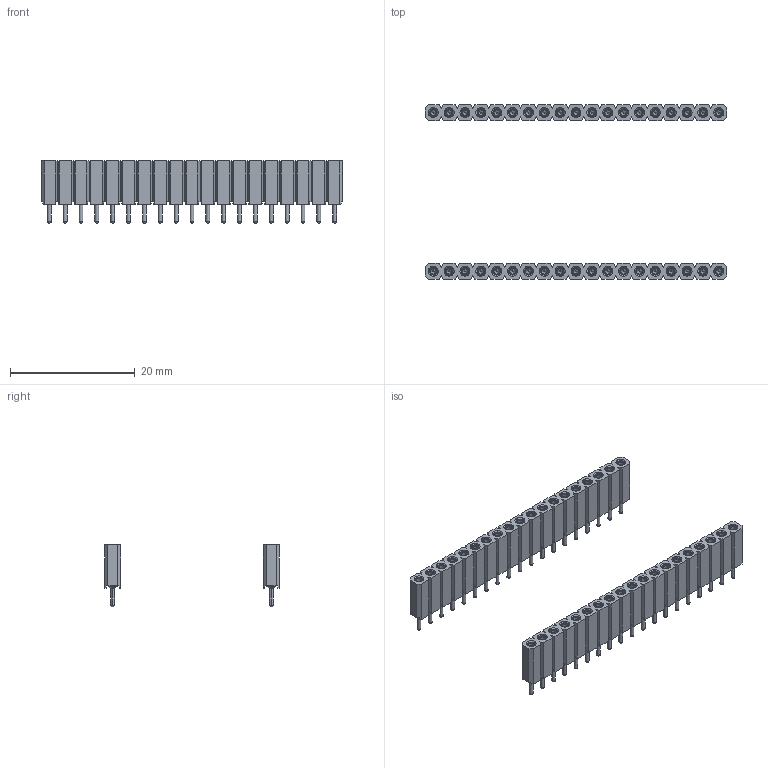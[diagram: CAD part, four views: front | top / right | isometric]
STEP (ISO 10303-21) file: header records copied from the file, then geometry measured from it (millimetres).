
FILE_DESCRIPTION(('FreeCAD Model'),'2;1');
FILE_NAME('Fusion.step','2017-06-01T13:32:07',( 'kicad StepUp'),('ksu MCAD'),'Open CASCADE STEP processor 6.8', 'FreeCAD','Unknown');
FILE_SCHEMA(('AUTOMOTIVE_DESIGN_CC2 { 1 2 10303 214 -1 1 5 4 }'));
Length unit declared in the file: millimetre
Products named in the file (2): ASSEMBLY; Fusion
Assembly tree (1 placements, depth 2):
  ASSEMBLY
    Fusion
Bounding box: 48.26 x 27.94 x 10 mm (x, y, z)
Volume: 1305.3 mm3; surface area: 3771.8 mm2
Topology: 2 solids, 2 shells, 1376 faces, 3470 edges, 2060 vertices
Faces by surface type: cone 532, plane 426, cylinder 304, torus 76, sphere 38
Entity records: 49585 total; most frequent: DIRECTION 7404, CARTESIAN_POINT 6756, ORIENTED_EDGE 6636, EDGE_CURVE 3318, AXIS2_PLACEMENT_3D 2708, VERTEX_POINT 2060, LINE 1988, VECTOR 1988
